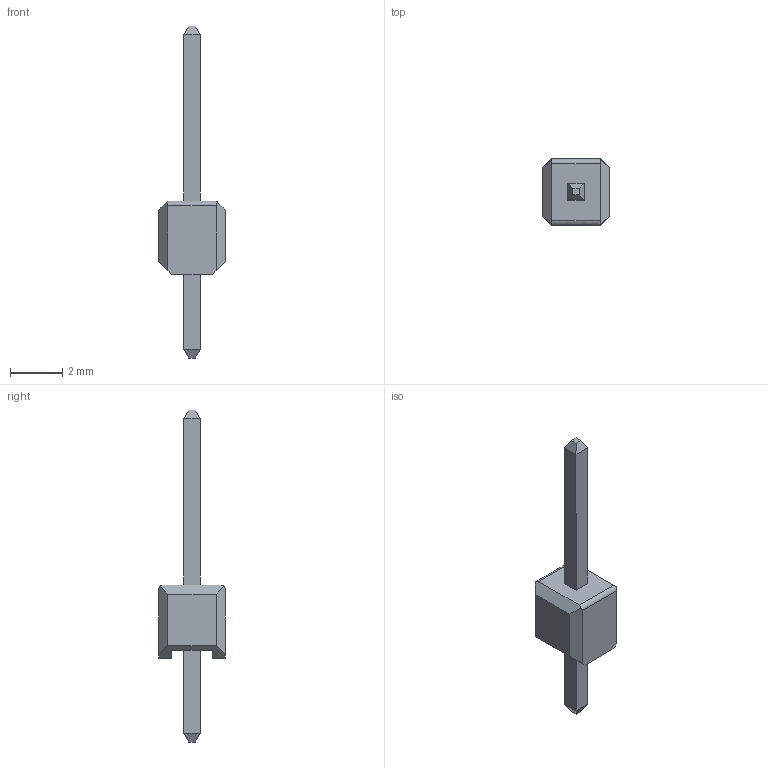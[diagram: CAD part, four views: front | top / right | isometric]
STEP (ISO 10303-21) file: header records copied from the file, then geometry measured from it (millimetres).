
FILE_DESCRIPTION(/* description */ (''),/* implementation_level */ '2;1');
FILE_NAME(/* name */ 'PINHEA~1',/* time_stamp */ '2014-06-14T09:52:17+02:00',/* author */ (''),/* organization */ (''),/* preprocessor_version */ 'ST-DEVELOPER v14',/* originating_system */ '',/* authorisation */ '');
FILE_SCHEMA (('AUTOMOTIVE_DESIGN'));
Length unit declared in the file: millimetre
Products named in the file (1): Document
Bounding box: 2.54 x 2.54 x 12.7 mm (x, y, z)
Volume: 19.7 mm3; surface area: 73.8 mm2
Topology: 2 solids, 2 shells, 38 faces, 101 edges, 69 vertices
Faces by surface type: plane 34, bspline 4
Entity records: 2643 total; most frequent: CARTESIAN_POINT 1238, B_SPLINE_CURVE_WITH_KNOTS 285, ORIENTED_EDGE 188, PCURVE 188, DEFINITIONAL_REPRESENTATION 188, SURFACE_CURVE 94, EDGE_CURVE 94, VERTEX_POINT 60
